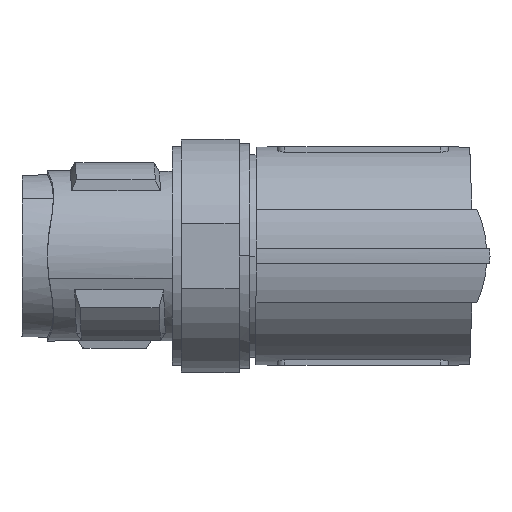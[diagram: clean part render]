
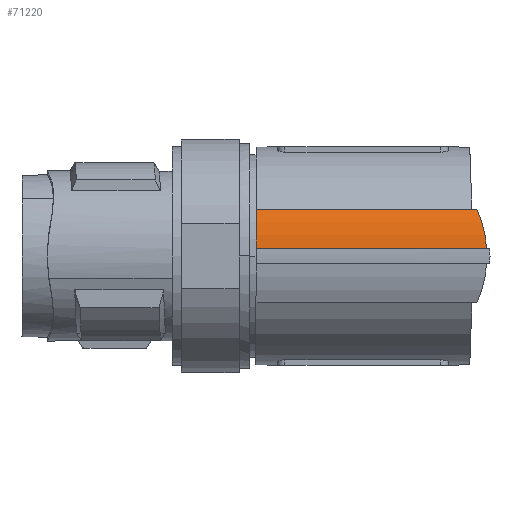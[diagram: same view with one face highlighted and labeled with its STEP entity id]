
A CAD part, left-side view. The second image highlights one B-rep face of the part: STEP entity #71220.
In plain terms, the highlighted cylindrical face has radius 7.3 mm (diameter 14.6 mm), a partial arc.
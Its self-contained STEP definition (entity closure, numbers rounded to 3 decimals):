
#60200=CARTESIAN_POINT('',(-35.405,8.5,
2.996));
#60210=VERTEX_POINT('',#60200);
#60240=CARTESIAN_POINT('',(-28.75,8.5,-0.004)
);
#60250=DIRECTION('',(0.,1.,
0.));
#60260=DIRECTION('',(1.,0.,0.));
#60270=AXIS2_PLACEMENT_3D('',#60240,#60250,#60260);
#60280=CIRCLE('',#60270,7.3);
#60290=CARTESIAN_POINT('',(-36.033,8.5,
0.496));
#60300=VERTEX_POINT('',#60290);
#60310=EDGE_CURVE('',#60300,#60210,#60280,.T.);
#70560=CARTESIAN_POINT('',(-35.405,-5.655,
2.996));
#70570=VERTEX_POINT('',#70560);
#70600=CARTESIAN_POINT('',(-35.405,8.5,
2.996));
#70610=DIRECTION('',(0.,-1.,
0.));
#70620=VECTOR('',#70610,1.);
#70630=LINE('',#70600,#70620);
#70640=EDGE_CURVE('',#60210,#70570,#70630,.T.);
#70830=CARTESIAN_POINT('',(-36.033,-6.283,
0.496));
#70840=VERTEX_POINT('',#70830);
#70870=CARTESIAN_POINT('',(-28.75,1.,-0.004)
);
#70880=DIRECTION('',(0.707,-0.707,
0.));
#70890=DIRECTION('',(0.707,0.707,
0.));
#70900=AXIS2_PLACEMENT_3D('',#70870,#70880,#70890);
#70910=ELLIPSE('',#70900,10.324,7.3);
#70920=EDGE_CURVE('',#70570,#70840,#70910,.T.);
#71060=CARTESIAN_POINT('',(-28.75,8.5,-0.004)
);
#71070=DIRECTION('',(0.,-1.,
0.));
#71080=DIRECTION('',(1.,0.,0.));
#71090=AXIS2_PLACEMENT_3D('',#71060,#71070,#71080);
#71100=CYLINDRICAL_SURFACE('',#71090,7.3);
#71110=ORIENTED_EDGE('',*,*,#70920,.F.);
#71120=CARTESIAN_POINT('',(-36.033,8.5,
0.496));
#71130=DIRECTION('',(0.,-1.,
0.));
#71140=VECTOR('',#71130,1.);
#71150=LINE('',#71120,#71140);
#71160=EDGE_CURVE('',#60300,#70840,#71150,.T.);
#71170=ORIENTED_EDGE('',*,*,#71160,.T.);
#71180=ORIENTED_EDGE('',*,*,#60310,.F.);
#71190=ORIENTED_EDGE('',*,*,#70640,.F.);
#71200=EDGE_LOOP('',(#71190,#71180,#71170,#71110));
#71210=FACE_OUTER_BOUND('',#71200,.T.);
#71220=ADVANCED_FACE('',(#71210),#71100,.T.);
